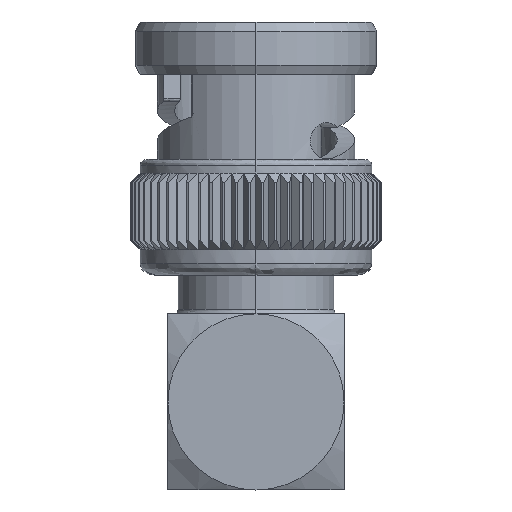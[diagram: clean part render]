
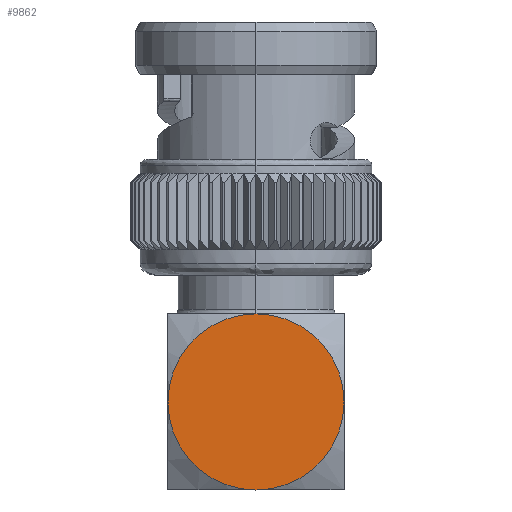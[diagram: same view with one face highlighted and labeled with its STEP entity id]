
A CAD part, left-side view. The second image highlights one B-rep face of the part: STEP entity #9862.
In plain terms, the highlighted planar face has unit normal (-1, 0, 0).
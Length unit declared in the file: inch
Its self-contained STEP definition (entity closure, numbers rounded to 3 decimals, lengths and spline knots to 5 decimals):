
#147 = EDGE_LOOP ( 'NONE', ( #15207, #14763, #229, #15072 ) ) ;
#229 = ORIENTED_EDGE ( 'NONE', *, *, #7704, .F. ) ;
#231 = DIRECTION ( 'NONE',  ( 0., 0., -1. ) ) ;
#274 = CARTESIAN_POINT ( 'NONE',  ( -0.2, 0., 0.2 ) ) ;
#1042 = DIRECTION ( 'NONE',  ( 1., 0., 0. ) ) ;
#1145 = CIRCLE ( 'NONE', #1666, 0.2 ) ;
#1255 = FACE_OUTER_BOUND ( 'NONE', #147, .T. ) ;
#1343 = CIRCLE ( 'NONE', #5430, 0.2 ) ;
#1666 = AXIS2_PLACEMENT_3D ( 'NONE', #7655, #4134, #231 ) ;
#1828 = VERTEX_POINT ( 'NONE', #3252 ) ;
#2543 = CARTESIAN_POINT ( 'NONE',  ( -0.2, -0.2, 0.2 ) ) ;
#2570 = VERTEX_POINT ( 'NONE', #274 ) ;
#2689 = AXIS2_PLACEMENT_3D ( 'NONE', #11916, #14626, #8544 ) ;
#2693 = CARTESIAN_POINT ( 'NONE',  ( -0.2, 0., 0. ) ) ;
#2987 = EDGE_CURVE ( 'NONE', #3639, #11498, #14665, .T. ) ;
#3252 = CARTESIAN_POINT ( 'NONE',  ( -0.2, -0.2, 0. ) ) ;
#3639 = VERTEX_POINT ( 'NONE', #14108 ) ;
#4134 = DIRECTION ( 'NONE',  ( 1., 0., 0. ) ) ;
#4148 = AXIS2_PLACEMENT_3D ( 'NONE', #2543, #13545, #6132 ) ;
#5011 = PLANE ( 'NONE',  #4148 ) ;
#5088 = DIRECTION ( 'NONE',  ( 1., 0., 0. ) ) ;
#5430 = AXIS2_PLACEMENT_3D ( 'NONE', #8075, #1042, #8387 ) ;
#6132 = DIRECTION ( 'NONE',  ( 0., 0., -1. ) ) ;
#6202 = DIRECTION ( 'NONE',  ( 0., 0., -1. ) ) ;
#6452 = CARTESIAN_POINT ( 'NONE',  ( -0.2, 0.2, 0. ) ) ;
#7311 = EDGE_CURVE ( 'NONE', #1828, #3639, #1343, .T. ) ;
#7655 = CARTESIAN_POINT ( 'NONE',  ( -0.2, 0., 0. ) ) ;
#7704 = EDGE_CURVE ( 'NONE', #11498, #2570, #11549, .T. ) ;
#8075 = CARTESIAN_POINT ( 'NONE',  ( -0.2, 0., 0. ) ) ;
#8387 = DIRECTION ( 'NONE',  ( 0., 0., -1. ) ) ;
#8543 = EDGE_CURVE ( 'NONE', #2570, #1828, #1145, .T. ) ;
#8544 = DIRECTION ( 'NONE',  ( 0., 0., -1. ) ) ;
#8992 = AXIS2_PLACEMENT_3D ( 'NONE', #2693, #5088, #6202 ) ;
#9862 = ADVANCED_FACE ( 'NONE', ( #1255 ), #5011, .F. ) ;
#11498 = VERTEX_POINT ( 'NONE', #6452 ) ;
#11549 = CIRCLE ( 'NONE', #8992, 0.2 ) ;
#11916 = CARTESIAN_POINT ( 'NONE',  ( -0.2, 0., 0. ) ) ;
#13545 = DIRECTION ( 'NONE',  ( 1., 0., 0. ) ) ;
#14108 = CARTESIAN_POINT ( 'NONE',  ( -0.2, 0., -0.2 ) ) ;
#14626 = DIRECTION ( 'NONE',  ( 1., 0., 0. ) ) ;
#14665 = CIRCLE ( 'NONE', #2689, 0.2 ) ;
#14763 = ORIENTED_EDGE ( 'NONE', *, *, #8543, .F. ) ;
#15072 = ORIENTED_EDGE ( 'NONE', *, *, #2987, .F. ) ;
#15207 = ORIENTED_EDGE ( 'NONE', *, *, #7311, .F. ) ;
